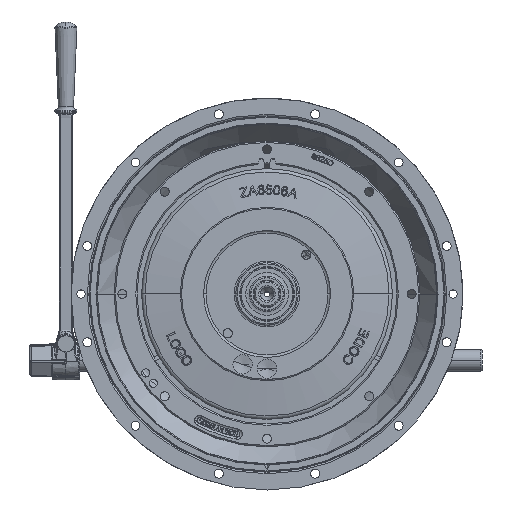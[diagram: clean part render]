
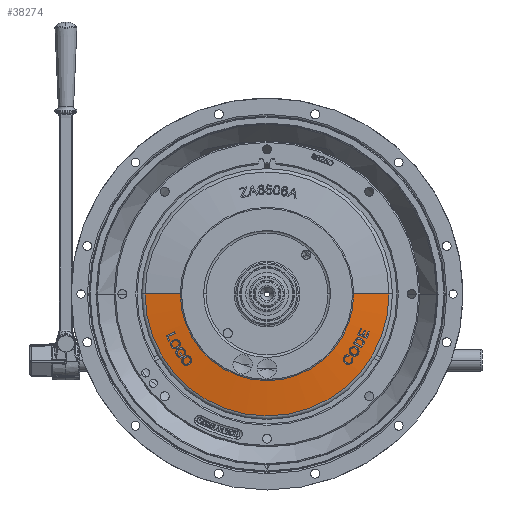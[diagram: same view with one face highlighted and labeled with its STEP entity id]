
A CAD part, top view. The second image highlights one B-rep face of the part: STEP entity #38274.
In plain terms, the highlighted conical face has half-angle 82.418 degrees and reference radius 140.507 mm.
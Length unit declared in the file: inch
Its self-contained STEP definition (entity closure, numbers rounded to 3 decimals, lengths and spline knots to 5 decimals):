
#18061 = CARTESIAN_POINT ( 'NONE',  ( 0., 0., 0.30991 ) ) ;
#18066 = DIRECTION ( 'NONE',  ( 0., 0., 1. ) ) ;
#18068 = DIRECTION ( 'NONE',  ( 1., 0., 0. ) ) ;
#22836 = EDGE_CURVE ( 'NONE', #138213, #138157, #35858, .T. ) ;
#23078 = EDGE_CURVE ( 'NONE', #138213, #137743, #35915, .T. ) ;
#23132 = EDGE_CURVE ( 'NONE', #138157, #137966, #35929, .T. ) ;
#30911 = AXIS2_PLACEMENT_3D ( 'NONE', #48323, #48261, #48257 ) ;
#32786 = EDGE_CURVE ( 'NONE', #137743, #137966, #92052, .T. ) ;
#35858 = CIRCLE ( 'NONE', #30911, 3.92981 ) ;
#35892 = VECTOR ( 'NONE', #45954, 39.37008 ) ;
#35915 = LINE ( 'NONE', #46022, #35892 ) ;
#35929 = LINE ( 'NONE', #45680, #35930 ) ;
#35930 = VECTOR ( 'NONE', #45678, 39.37008 ) ;
#38274 = ADVANCED_FACE ( 'NONE', ( #123802 ), #123851, .T. ) ;
#45678 = DIRECTION ( 'NONE',  ( 0.991, 0., -0.132 ) ) ;
#45680 = CARTESIAN_POINT ( 'NONE',  ( 5.53179, 0., 0.30991 ) ) ;
#45954 = DIRECTION ( 'NONE',  ( -0.991, 0., -0.132 ) ) ;
#46022 = CARTESIAN_POINT ( 'NONE',  ( -5.53179, 0., 0.30991 ) ) ;
#48257 = DIRECTION ( 'NONE',  ( 1., 0., 0. ) ) ;
#48261 = DIRECTION ( 'NONE',  ( 0., 0., 1. ) ) ;
#48323 = CARTESIAN_POINT ( 'NONE',  ( 0., 0., 0.52316 ) ) ;
#53725 = AXIS2_PLACEMENT_3D ( 'NONE', #18061, #18066, #18068 ) ;
#77528 = ORIENTED_EDGE ( 'NONE', *, *, #32786, .T. ) ;
#77545 = ORIENTED_EDGE ( 'NONE', *, *, #23132, .F. ) ;
#77653 = ORIENTED_EDGE ( 'NONE', *, *, #23078, .T. ) ;
#78125 = ORIENTED_EDGE ( 'NONE', *, *, #22836, .F. ) ;
#83945 = EDGE_LOOP ( 'NONE', ( #77545, #78125, #77653, #77528 ) ) ;
#92052 = CIRCLE ( 'NONE', #53725, 5.53179 ) ;
#93297 = CARTESIAN_POINT ( 'NONE',  ( -5.53179, 0., 0.30991 ) ) ;
#93493 = CARTESIAN_POINT ( 'NONE',  ( 5.53179, 0., 0.30991 ) ) ;
#93661 = CARTESIAN_POINT ( 'NONE',  ( 3.92981, 0., 0.52316 ) ) ;
#93713 = CARTESIAN_POINT ( 'NONE',  ( -3.92981, 0., 0.52316 ) ) ;
#94747 = DIRECTION ( 'NONE',  ( -1., 0., 0. ) ) ;
#94783 = DIRECTION ( 'NONE',  ( 0., 0., -1. ) ) ;
#94792 = CARTESIAN_POINT ( 'NONE',  ( 0., 0., 0.30991 ) ) ;
#123802 = FACE_OUTER_BOUND ( 'NONE', #83945, .T. ) ;
#123851 = CONICAL_SURFACE ( 'NONE', #126669, 5.53179, 1.438 ) ;
#126669 = AXIS2_PLACEMENT_3D ( 'NONE', #94792, #94783, #94747 ) ;
#137743 = VERTEX_POINT ( 'NONE', #93297 ) ;
#137966 = VERTEX_POINT ( 'NONE', #93493 ) ;
#138157 = VERTEX_POINT ( 'NONE', #93661 ) ;
#138213 = VERTEX_POINT ( 'NONE', #93713 ) ;
